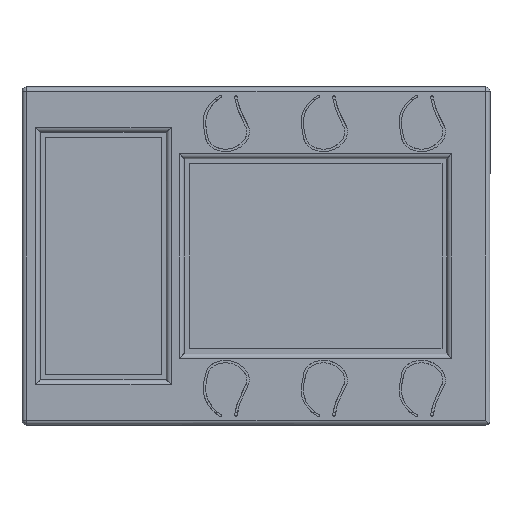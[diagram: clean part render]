
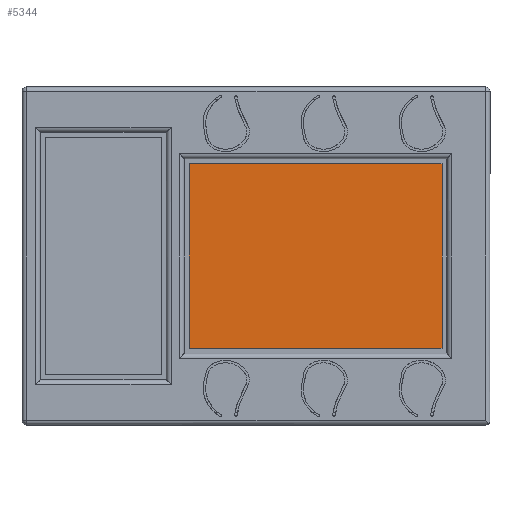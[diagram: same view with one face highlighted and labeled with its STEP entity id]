
A CAD part, left-side view. The second image highlights one B-rep face of the part: STEP entity #5344.
In plain terms, the highlighted face is planar.
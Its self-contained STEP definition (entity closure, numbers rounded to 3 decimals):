
#139 = LINE ( 'NONE', #2374, #4136 ) ;
#332 = VECTOR ( 'NONE', #991, 1000. ) ;
#585 = DIRECTION ( 'NONE',  ( 0., -1., 0. ) ) ;
#932 = AXIS2_PLACEMENT_3D ( 'NONE', #5617, #5574, #4545 ) ;
#991 = DIRECTION ( 'NONE',  ( -1., 0., 0. ) ) ;
#1117 = PLANE ( 'NONE',  #932 ) ;
#1268 = VECTOR ( 'NONE', #585, 1000. ) ;
#1412 = ORIENTED_EDGE ( 'NONE', *, *, #6320, .T. ) ;
#1562 = DIRECTION ( 'NONE',  ( -1., 0., 0. ) ) ;
#1647 = LINE ( 'NONE', #2791, #1268 ) ;
#2274 = CARTESIAN_POINT ( 'NONE',  ( 18.86, 25.805, 3.5 ) ) ;
#2374 = CARTESIAN_POINT ( 'NONE',  ( 18.86, 0., 3.5 ) ) ;
#2405 = CARTESIAN_POINT ( 'NONE',  ( -18.86, -25.805, 3.5 ) ) ;
#2563 = LINE ( 'NONE', #6538, #332 ) ;
#2791 = CARTESIAN_POINT ( 'NONE',  ( -18.86, 0., 3.5 ) ) ;
#2954 = EDGE_CURVE ( 'NONE', #5906, #6780, #139, .T. ) ;
#3000 = VERTEX_POINT ( 'NONE', #2405 ) ;
#3193 = VECTOR ( 'NONE', #1562, 1000. ) ;
#3440 = ORIENTED_EDGE ( 'NONE', *, *, #6612, .T. ) ;
#3833 = LINE ( 'NONE', #5432, #3193 ) ;
#4136 = VECTOR ( 'NONE', #5808, 1000. ) ;
#4513 = ORIENTED_EDGE ( 'NONE', *, *, #5221, .F. ) ;
#4545 = DIRECTION ( 'NONE',  ( 1., 0., 0. ) ) ;
#4696 = EDGE_LOOP ( 'NONE', ( #3440, #1412, #4513, #5460 ) ) ;
#5221 = EDGE_CURVE ( 'NONE', #6780, #3000, #3833, .T. ) ;
#5344 = ADVANCED_FACE ( 'NONE', ( #6734 ), #1117, .T. ) ;
#5432 = CARTESIAN_POINT ( 'NONE',  ( 0., -25.805, 3.5 ) ) ;
#5460 = ORIENTED_EDGE ( 'NONE', *, *, #2954, .F. ) ;
#5526 = VERTEX_POINT ( 'NONE', #6152 ) ;
#5574 = DIRECTION ( 'NONE',  ( 0., 0., 1. ) ) ;
#5617 = CARTESIAN_POINT ( 'NONE',  ( 0., 0., 3.5 ) ) ;
#5808 = DIRECTION ( 'NONE',  ( 0., -1., 0. ) ) ;
#5906 = VERTEX_POINT ( 'NONE', #2274 ) ;
#6152 = CARTESIAN_POINT ( 'NONE',  ( -18.86, 25.805, 3.5 ) ) ;
#6320 = EDGE_CURVE ( 'NONE', #5526, #3000, #1647, .T. ) ;
#6345 = CARTESIAN_POINT ( 'NONE',  ( 18.86, -25.805, 3.5 ) ) ;
#6538 = CARTESIAN_POINT ( 'NONE',  ( 0., 25.805, 3.5 ) ) ;
#6612 = EDGE_CURVE ( 'NONE', #5906, #5526, #2563, .T. ) ;
#6734 = FACE_OUTER_BOUND ( 'NONE', #4696, .T. ) ;
#6780 = VERTEX_POINT ( 'NONE', #6345 ) ;
